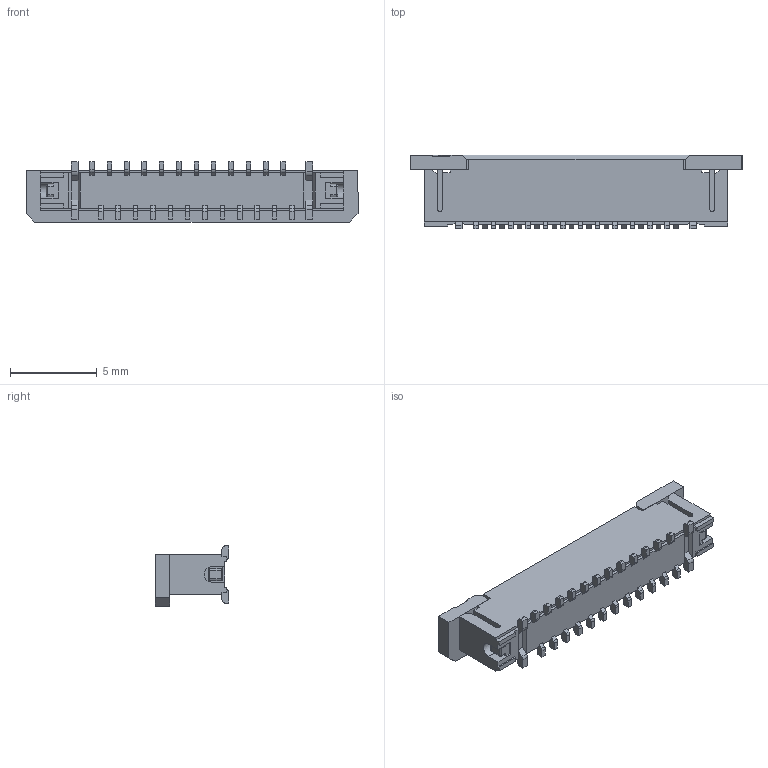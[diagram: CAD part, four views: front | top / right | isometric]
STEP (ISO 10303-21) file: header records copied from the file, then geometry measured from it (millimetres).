
FILE_DESCRIPTION (( 'STEP AP214' ), '1' );
FILE_NAME ('FFC2A32-24-T.STEP', '2024-02-02T14:57:37', ( '' ), ( '' ), 'SwSTEP 2.0', 'SolidWorks 2021', '' );
FILE_SCHEMA (( 'AUTOMOTIVE_DESIGN' ));
Length unit declared in the file: millimetre
Products named in the file (3): FFC2A32-xxxx_24; pin; FFC2A32-24-T
Assembly tree (25 placements, depth 2):
  FFC2A32-24-T
    FFC2A32-xxxx_24
    pin  x24
Bounding box: 19.1 x 4.25 x 3.48 mm (x, y, z)
Volume: 158.1 mm3; surface area: 469.6 mm2
Topology: 30 solids, 30 shells, 402 faces, 1011 edges, 660 vertices
Faces by surface type: plane 316, cylinder 78, sphere 8
Entity records: 5558 total; most frequent: CARTESIAN_POINT 943, DIRECTION 915, ORIENTED_EDGE 902, EDGE_CURVE 451, LINE 387, VECTOR 387, VERTEX_POINT 292, AXIS2_PLACEMENT_3D 264
